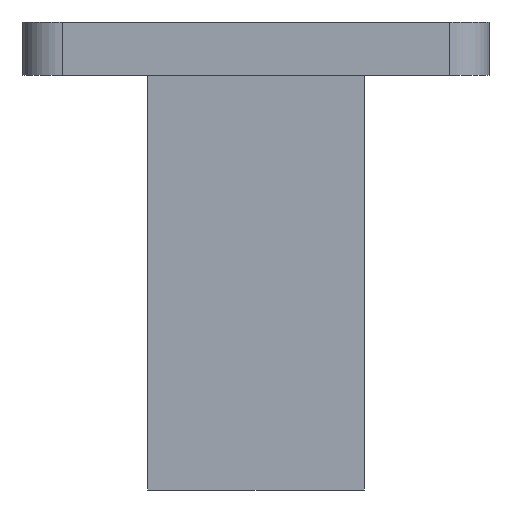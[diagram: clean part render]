
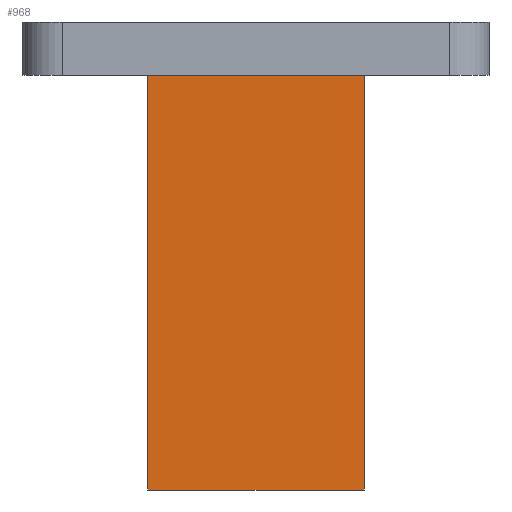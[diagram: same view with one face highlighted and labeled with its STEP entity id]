
A CAD part, left-side view. The second image highlights one B-rep face of the part: STEP entity #968.
In plain terms, the highlighted planar face has unit normal (-1, 0, 0).
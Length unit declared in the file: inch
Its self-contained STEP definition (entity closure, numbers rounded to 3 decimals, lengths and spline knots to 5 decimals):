
#29 = VERTEX_POINT ( 'NONE', #1387 ) ;
#132 = VERTEX_POINT ( 'NONE', #1496 ) ;
#147 = AXIS2_PLACEMENT_3D ( 'NONE', #904, #1235, #1013 ) ;
#221 = LINE ( 'NONE', #678, #1426 ) ;
#245 = VERTEX_POINT ( 'NONE', #971 ) ;
#301 = DIRECTION ( 'NONE',  ( 0., -1., 0. ) ) ;
#319 = LINE ( 'NONE', #995, #1289 ) ;
#334 = EDGE_CURVE ( 'NONE', #132, #29, #319, .T. ) ;
#350 = ORIENTED_EDGE ( 'NONE', *, *, #373, .T. ) ;
#366 = CARTESIAN_POINT ( 'NONE',  ( -1.20908, 0.63644, -2.75591 ) ) ;
#373 = EDGE_CURVE ( 'NONE', #29, #747, #1467, .T. ) ;
#418 = CARTESIAN_POINT ( 'NONE',  ( -1.20908, -0.63644, -2.75591 ) ) ;
#438 = PLANE ( 'NONE',  #147 ) ;
#497 = LINE ( 'NONE', #366, #602 ) ;
#602 = VECTOR ( 'NONE', #967, 39.37008 ) ;
#605 = EDGE_CURVE ( 'NONE', #132, #245, #497, .T. ) ;
#678 = CARTESIAN_POINT ( 'NONE',  ( -1.20908, 0., -0.31496 ) ) ;
#747 = VERTEX_POINT ( 'NONE', #776 ) ;
#775 = ORIENTED_EDGE ( 'NONE', *, *, #1012, .T. ) ;
#776 = CARTESIAN_POINT ( 'NONE',  ( -1.20908, -0.63644, -0.31496 ) ) ;
#780 = DIRECTION ( 'NONE',  ( 0., 0., 1. ) ) ;
#784 = VECTOR ( 'NONE', #780, 39.37008 ) ;
#904 = CARTESIAN_POINT ( 'NONE',  ( -1.20908, 0.63644, -2.75591 ) ) ;
#967 = DIRECTION ( 'NONE',  ( 0., 0., 1. ) ) ;
#968 = ADVANCED_FACE ( 'NONE', ( #1351 ), #438, .T. ) ;
#971 = CARTESIAN_POINT ( 'NONE',  ( -1.20908, 0.63644, -0.31496 ) ) ;
#982 = ORIENTED_EDGE ( 'NONE', *, *, #605, .F. ) ;
#995 = CARTESIAN_POINT ( 'NONE',  ( -1.20908, 0.63644, -2.75591 ) ) ;
#1012 = EDGE_CURVE ( 'NONE', #747, #245, #221, .T. ) ;
#1013 = DIRECTION ( 'NONE',  ( 0., -1., 0. ) ) ;
#1153 = DIRECTION ( 'NONE',  ( 0., 1., 0. ) ) ;
#1171 = ORIENTED_EDGE ( 'NONE', *, *, #334, .T. ) ;
#1235 = DIRECTION ( 'NONE',  ( -1., 0., 0. ) ) ;
#1289 = VECTOR ( 'NONE', #301, 39.37008 ) ;
#1298 = EDGE_LOOP ( 'NONE', ( #350, #775, #982, #1171 ) ) ;
#1351 = FACE_OUTER_BOUND ( 'NONE', #1298, .T. ) ;
#1387 = CARTESIAN_POINT ( 'NONE',  ( -1.20908, -0.63644, -2.75591 ) ) ;
#1426 = VECTOR ( 'NONE', #1153, 39.37008 ) ;
#1467 = LINE ( 'NONE', #418, #784 ) ;
#1496 = CARTESIAN_POINT ( 'NONE',  ( -1.20908, 0.63644, -2.75591 ) ) ;
